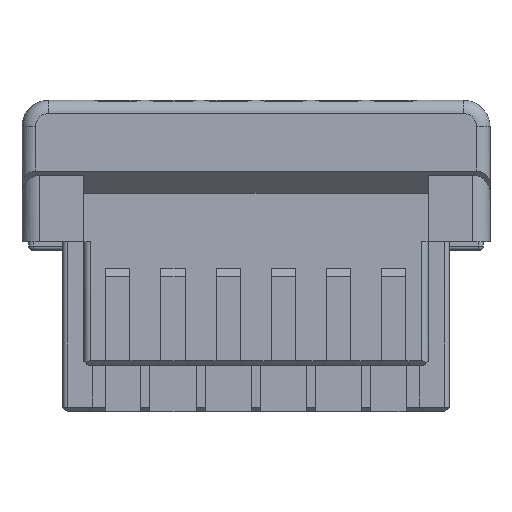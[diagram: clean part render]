
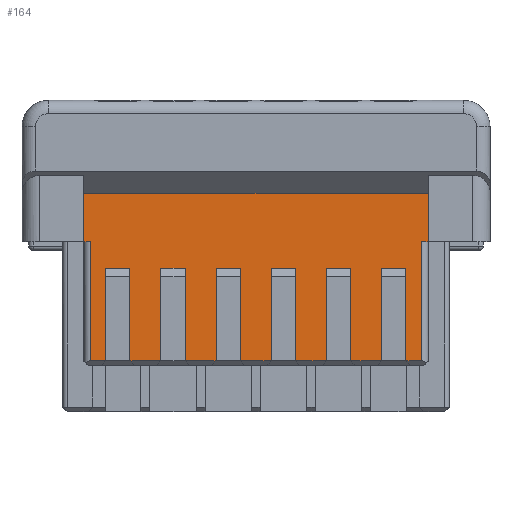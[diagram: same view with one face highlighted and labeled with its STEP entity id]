
A CAD part, front view. The second image highlights one B-rep face of the part: STEP entity #164.
In plain terms, the highlighted planar face has unit normal (0, -1, 0).
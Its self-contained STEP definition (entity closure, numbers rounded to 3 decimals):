
#164=ADVANCED_FACE('',(#890),#891,.T.);
#890=FACE_OUTER_BOUND('',#2167,.T.);
#891=PLANE('',#2168);
#2167=EDGE_LOOP('',(#4362,#4363,#4364,#4365,#4366,#4367,#4368,#4369,#4370,#4371,#4372,#4373,#4374,#4375,#4376,#4377,#4378,#4379,#4380,#4381,#4382,#4383,#4384,#4385,#4386,#4387,#4388,#4389,#4390,#4391,#4392,#4393));
#2168=AXIS2_PLACEMENT_3D('',#4394,#4395,#4396);
#4362=ORIENTED_EDGE('',*,*,#8871,.T.);
#4363=ORIENTED_EDGE('',*,*,#8887,.F.);
#4364=ORIENTED_EDGE('',*,*,#8888,.F.);
#4365=ORIENTED_EDGE('',*,*,#8840,.F.);
#4366=ORIENTED_EDGE('',*,*,#8849,.T.);
#4367=ORIENTED_EDGE('',*,*,#8886,.F.);
#4368=ORIENTED_EDGE('',*,*,#8889,.F.);
#4369=ORIENTED_EDGE('',*,*,#8890,.T.);
#4370=ORIENTED_EDGE('',*,*,#8852,.T.);
#4371=ORIENTED_EDGE('',*,*,#8891,.F.);
#4372=ORIENTED_EDGE('',*,*,#8892,.F.);
#4373=ORIENTED_EDGE('',*,*,#8893,.T.);
#4374=ORIENTED_EDGE('',*,*,#8856,.T.);
#4375=ORIENTED_EDGE('',*,*,#8894,.F.);
#4376=ORIENTED_EDGE('',*,*,#8895,.F.);
#4377=ORIENTED_EDGE('',*,*,#8896,.T.);
#4378=ORIENTED_EDGE('',*,*,#8860,.T.);
#4379=ORIENTED_EDGE('',*,*,#8897,.F.);
#4380=ORIENTED_EDGE('',*,*,#8898,.F.);
#4381=ORIENTED_EDGE('',*,*,#8899,.T.);
#4382=ORIENTED_EDGE('',*,*,#8864,.T.);
#4383=ORIENTED_EDGE('',*,*,#8900,.F.);
#4384=ORIENTED_EDGE('',*,*,#8901,.F.);
#4385=ORIENTED_EDGE('',*,*,#8902,.T.);
#4386=ORIENTED_EDGE('',*,*,#8873,.T.);
#4387=ORIENTED_EDGE('',*,*,#8903,.T.);
#4388=ORIENTED_EDGE('',*,*,#8904,.T.);
#4389=ORIENTED_EDGE('',*,*,#8905,.F.);
#4390=ORIENTED_EDGE('',*,*,#8906,.F.);
#4391=ORIENTED_EDGE('',*,*,#8907,.T.);
#4392=ORIENTED_EDGE('',*,*,#8908,.F.);
#4393=ORIENTED_EDGE('',*,*,#8909,.F.);
#4394=CARTESIAN_POINT('',(3.9,-2.225,2.25));
#4395=DIRECTION('',(0.0,-1.0,0.0));
#4396=DIRECTION('',(0.0,0.0,-1.0));
#8840=EDGE_CURVE('',#10807,#10808,#10809,.T.);
#8849=EDGE_CURVE('',#10807,#10823,#10824,.T.);
#8852=EDGE_CURVE('',#10828,#10829,#10830,.T.);
#8856=EDGE_CURVE('',#10836,#10837,#10838,.T.);
#8860=EDGE_CURVE('',#10844,#10845,#10846,.T.);
#8864=EDGE_CURVE('',#10852,#10853,#10854,.T.);
#8871=EDGE_CURVE('',#10867,#10865,#10868,.T.);
#8873=EDGE_CURVE('',#10870,#10871,#10872,.T.);
#8886=EDGE_CURVE('',#10892,#10823,#10894,.T.);
#8887=EDGE_CURVE('',#10895,#10865,#10896,.T.);
#8888=EDGE_CURVE('',#10808,#10895,#10897,.T.);
#8889=EDGE_CURVE('',#10898,#10892,#10899,.T.);
#8890=EDGE_CURVE('',#10898,#10828,#10900,.T.);
#8891=EDGE_CURVE('',#10901,#10829,#10902,.T.);
#8892=EDGE_CURVE('',#10903,#10901,#10904,.T.);
#8893=EDGE_CURVE('',#10903,#10836,#10905,.T.);
#8894=EDGE_CURVE('',#10906,#10837,#10907,.T.);
#8895=EDGE_CURVE('',#10908,#10906,#10909,.T.);
#8896=EDGE_CURVE('',#10908,#10844,#10910,.T.);
#8897=EDGE_CURVE('',#10911,#10845,#10912,.T.);
#8898=EDGE_CURVE('',#10913,#10911,#10914,.T.);
#8899=EDGE_CURVE('',#10913,#10852,#10915,.T.);
#8900=EDGE_CURVE('',#10916,#10853,#10917,.T.);
#8901=EDGE_CURVE('',#10918,#10916,#10919,.T.);
#8902=EDGE_CURVE('',#10918,#10870,#10920,.T.);
#8903=EDGE_CURVE('',#10871,#10921,#10922,.T.);
#8904=EDGE_CURVE('',#10921,#10923,#10924,.T.);
#8905=EDGE_CURVE('',#10925,#10923,#10926,.T.);
#8906=EDGE_CURVE('',#10927,#10925,#10928,.T.);
#8907=EDGE_CURVE('',#10927,#10929,#10930,.T.);
#8908=EDGE_CURVE('',#10931,#10929,#10932,.T.);
#8909=EDGE_CURVE('',#10867,#10931,#10933,.T.);
#10807=VERTEX_POINT('',#13954);
#10808=VERTEX_POINT('',#13955);
#10809=LINE('',#13956,#13957);
#10823=VERTEX_POINT('',#13979);
#10824=LINE('',#13980,#13981);
#10828=VERTEX_POINT('',#13987);
#10829=VERTEX_POINT('',#13988);
#10830=LINE('',#13989,#13990);
#10836=VERTEX_POINT('',#13999);
#10837=VERTEX_POINT('',#14000);
#10838=LINE('',#14001,#14002);
#10844=VERTEX_POINT('',#14011);
#10845=VERTEX_POINT('',#14012);
#10846=LINE('',#14013,#14014);
#10852=VERTEX_POINT('',#14023);
#10853=VERTEX_POINT('',#14024);
#10854=LINE('',#14025,#14026);
#10865=VERTEX_POINT('',#14042);
#10867=VERTEX_POINT('',#14045);
#10868=LINE('',#14046,#14047);
#10870=VERTEX_POINT('',#14053);
#10871=VERTEX_POINT('',#14054);
#10872=LINE('',#14055,#14056);
#10892=VERTEX_POINT('',#14090);
#10894=LINE('',#14093,#14094);
#10895=VERTEX_POINT('',#14095);
#10896=LINE('',#14096,#14097);
#10897=LINE('',#14098,#14099);
#10898=VERTEX_POINT('',#14100);
#10899=LINE('',#14101,#14102);
#10900=LINE('',#14103,#14104);
#10901=VERTEX_POINT('',#14105);
#10902=LINE('',#14106,#14107);
#10903=VERTEX_POINT('',#14108);
#10904=LINE('',#14109,#14110);
#10905=LINE('',#14111,#14112);
#10906=VERTEX_POINT('',#14113);
#10907=LINE('',#14114,#14115);
#10908=VERTEX_POINT('',#14116);
#10909=LINE('',#14117,#14118);
#10910=LINE('',#14119,#14120);
#10911=VERTEX_POINT('',#14121);
#10912=LINE('',#14122,#14123);
#10913=VERTEX_POINT('',#14124);
#10914=LINE('',#14125,#14126);
#10915=LINE('',#14127,#14128);
#10916=VERTEX_POINT('',#14129);
#10917=LINE('',#14130,#14131);
#10918=VERTEX_POINT('',#14132);
#10919=LINE('',#14133,#14134);
#10920=LINE('',#14135,#14136);
#10921=VERTEX_POINT('',#14137);
#10922=LINE('',#14138,#14139);
#10923=VERTEX_POINT('',#14140);
#10924=LINE('',#14141,#14142);
#10925=VERTEX_POINT('',#14143);
#10926=LINE('',#14144,#14145);
#10927=VERTEX_POINT('',#14146);
#10928=LINE('',#14147,#14148);
#10929=VERTEX_POINT('',#14149);
#10930=LINE('',#14150,#14151);
#10931=VERTEX_POINT('',#14152);
#10932=LINE('',#14153,#14154);
#10933=LINE('',#14155,#14156);
#13954=CARTESIAN_POINT('',(-2.855,-2.225,-0.45));
#13955=CARTESIAN_POINT('',(-2.855,-2.225,1.65));
#13956=CARTESIAN_POINT('',(-2.855,-2.225,-0.45));
#13957=VECTOR('',#17633,2.1);
#13979=CARTESIAN_POINT('',(-2.155,-2.225,-0.45));
#13980=CARTESIAN_POINT('',(-2.855,-2.225,-0.45));
#13981=VECTOR('',#17642,0.7);
#13987=CARTESIAN_POINT('',(-1.605,-2.225,-0.45));
#13988=CARTESIAN_POINT('',(-0.905,-2.225,-0.45));
#13989=CARTESIAN_POINT('',(-1.605,-2.225,-0.45));
#13990=VECTOR('',#17645,0.7);
#13999=CARTESIAN_POINT('',(-0.355,-2.225,-0.45));
#14000=CARTESIAN_POINT('',(0.345,-2.225,-0.45));
#14001=CARTESIAN_POINT('',(-0.355,-2.225,-0.45));
#14002=VECTOR('',#17649,0.7);
#14011=CARTESIAN_POINT('',(0.895,-2.225,-0.45));
#14012=CARTESIAN_POINT('',(1.595,-2.225,-0.45));
#14013=CARTESIAN_POINT('',(0.895,-2.225,-0.45));
#14014=VECTOR('',#17653,0.7);
#14023=CARTESIAN_POINT('',(2.145,-2.225,-0.45));
#14024=CARTESIAN_POINT('',(2.845,-2.225,-0.45));
#14025=CARTESIAN_POINT('',(2.145,-2.225,-0.45));
#14026=VECTOR('',#17657,0.7);
#14042=CARTESIAN_POINT('',(-3.405,-2.225,-0.45));
#14045=CARTESIAN_POINT('',(-3.75,-2.225,-0.45));
#14046=CARTESIAN_POINT('',(-3.75,-2.225,-0.45));
#14047=VECTOR('',#17664,0.345);
#14053=CARTESIAN_POINT('',(3.395,-2.225,-0.45));
#14054=CARTESIAN_POINT('',(3.75,-2.225,-0.45));
#14055=CARTESIAN_POINT('',(3.395,-2.225,-0.45));
#14056=VECTOR('',#17665,0.355);
#14090=CARTESIAN_POINT('',(-2.155,-2.225,1.65));
#14093=CARTESIAN_POINT('',(-2.155,-2.225,1.65));
#14094=VECTOR('',#17677,2.1);
#14095=CARTESIAN_POINT('',(-3.405,-2.225,1.65));
#14096=CARTESIAN_POINT('',(-3.405,-2.225,1.65));
#14097=VECTOR('',#17678,2.1);
#14098=CARTESIAN_POINT('',(-2.855,-2.225,1.65));
#14099=VECTOR('',#17679,0.55);
#14100=CARTESIAN_POINT('',(-1.605,-2.225,1.65));
#14101=CARTESIAN_POINT('',(-1.605,-2.225,1.65));
#14102=VECTOR('',#17680,0.55);
#14103=CARTESIAN_POINT('',(-1.605,-2.225,1.65));
#14104=VECTOR('',#17681,2.1);
#14105=CARTESIAN_POINT('',(-0.905,-2.225,1.65));
#14106=CARTESIAN_POINT('',(-0.905,-2.225,1.65));
#14107=VECTOR('',#17682,2.1);
#14108=CARTESIAN_POINT('',(-0.355,-2.225,1.65));
#14109=CARTESIAN_POINT('',(-0.355,-2.225,1.65));
#14110=VECTOR('',#17683,0.55);
#14111=CARTESIAN_POINT('',(-0.355,-2.225,1.65));
#14112=VECTOR('',#17684,2.1);
#14113=CARTESIAN_POINT('',(0.345,-2.225,1.65));
#14114=CARTESIAN_POINT('',(0.345,-2.225,1.65));
#14115=VECTOR('',#17685,2.1);
#14116=CARTESIAN_POINT('',(0.895,-2.225,1.65));
#14117=CARTESIAN_POINT('',(0.895,-2.225,1.65));
#14118=VECTOR('',#17686,0.55);
#14119=CARTESIAN_POINT('',(0.895,-2.225,1.65));
#14120=VECTOR('',#17687,2.1);
#14121=CARTESIAN_POINT('',(1.595,-2.225,1.65));
#14122=CARTESIAN_POINT('',(1.595,-2.225,1.65));
#14123=VECTOR('',#17688,2.1);
#14124=CARTESIAN_POINT('',(2.145,-2.225,1.65));
#14125=CARTESIAN_POINT('',(2.145,-2.225,1.65));
#14126=VECTOR('',#17689,0.55);
#14127=CARTESIAN_POINT('',(2.145,-2.225,1.65));
#14128=VECTOR('',#17690,2.1);
#14129=CARTESIAN_POINT('',(2.845,-2.225,1.65));
#14130=CARTESIAN_POINT('',(2.845,-2.225,1.65));
#14131=VECTOR('',#17691,2.1);
#14132=CARTESIAN_POINT('',(3.395,-2.225,1.65));
#14133=CARTESIAN_POINT('',(3.395,-2.225,1.65));
#14134=VECTOR('',#17692,0.55);
#14135=CARTESIAN_POINT('',(3.395,-2.225,1.65));
#14136=VECTOR('',#17693,2.1);
#14137=CARTESIAN_POINT('',(3.75,-2.225,2.25));
#14138=CARTESIAN_POINT('',(3.75,-2.225,-0.45));
#14139=VECTOR('',#17694,2.7);
#14140=CARTESIAN_POINT('',(3.9,-2.225,2.25));
#14141=CARTESIAN_POINT('',(3.75,-2.225,2.25));
#14142=VECTOR('',#17695,0.15);
#14143=CARTESIAN_POINT('',(3.9,-2.225,3.35));
#14144=CARTESIAN_POINT('',(3.9,-2.225,3.35));
#14145=VECTOR('',#17696,1.1);
#14146=CARTESIAN_POINT('',(-3.9,-2.225,3.35));
#14147=CARTESIAN_POINT('',(-3.9,-2.225,3.35));
#14148=VECTOR('',#17697,7.8);
#14149=CARTESIAN_POINT('',(-3.9,-2.225,2.25));
#14150=CARTESIAN_POINT('',(-3.9,-2.225,3.35));
#14151=VECTOR('',#17698,1.1);
#14152=CARTESIAN_POINT('',(-3.75,-2.225,2.25));
#14153=CARTESIAN_POINT('',(-3.75,-2.225,2.25));
#14154=VECTOR('',#17699,0.15);
#14155=CARTESIAN_POINT('',(-3.75,-2.225,-0.45));
#14156=VECTOR('',#17700,2.7);
#17633=DIRECTION('',(0.0,0.0,1.0));
#17642=DIRECTION('',(1.0,0.0,0.0));
#17645=DIRECTION('',(1.0,0.0,0.0));
#17649=DIRECTION('',(1.0,0.0,0.0));
#17653=DIRECTION('',(1.0,0.0,0.0));
#17657=DIRECTION('',(1.0,0.0,0.0));
#17664=DIRECTION('',(1.0,0.0,0.0));
#17665=DIRECTION('',(1.0,0.0,0.0));
#17677=DIRECTION('',(0.0,0.0,-1.0));
#17678=DIRECTION('',(0.0,0.0,-1.0));
#17679=DIRECTION('',(-1.0,0.0,0.0));
#17680=DIRECTION('',(-1.0,0.0,0.0));
#17681=DIRECTION('',(0.0,0.0,-1.0));
#17682=DIRECTION('',(0.0,0.0,-1.0));
#17683=DIRECTION('',(-1.0,0.0,0.0));
#17684=DIRECTION('',(0.0,0.0,-1.0));
#17685=DIRECTION('',(0.0,0.0,-1.0));
#17686=DIRECTION('',(-1.0,0.0,0.0));
#17687=DIRECTION('',(0.0,0.0,-1.0));
#17688=DIRECTION('',(0.0,0.0,-1.0));
#17689=DIRECTION('',(-1.0,0.0,0.0));
#17690=DIRECTION('',(0.0,0.0,-1.0));
#17691=DIRECTION('',(0.0,0.0,-1.0));
#17692=DIRECTION('',(-1.0,0.0,0.0));
#17693=DIRECTION('',(0.0,0.0,-1.0));
#17694=DIRECTION('',(0.0,0.0,1.0));
#17695=DIRECTION('',(1.0,0.0,0.0));
#17696=DIRECTION('',(0.0,0.0,-1.0));
#17697=DIRECTION('',(1.0,0.0,0.0));
#17698=DIRECTION('',(0.0,0.0,-1.0));
#17699=DIRECTION('',(-1.0,0.0,0.0));
#17700=DIRECTION('',(0.0,0.0,1.0));
